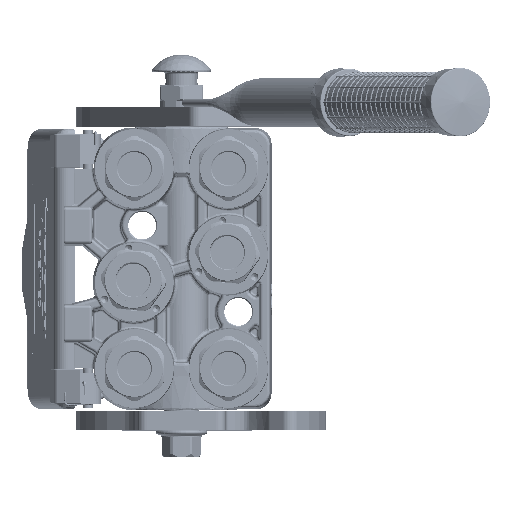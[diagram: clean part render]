
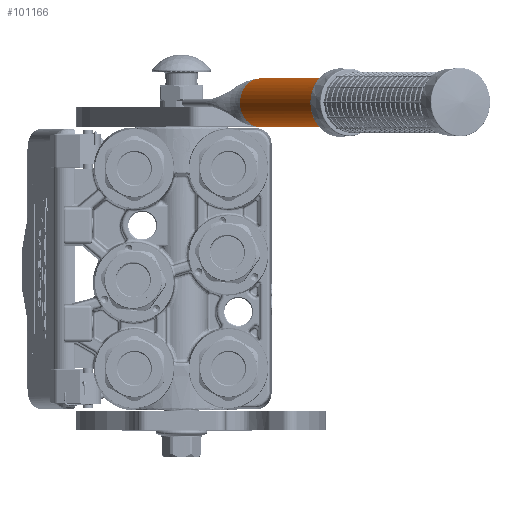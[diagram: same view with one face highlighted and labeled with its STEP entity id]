
A CAD part, top view. The second image highlights one B-rep face of the part: STEP entity #101166.
In plain terms, the highlighted cylindrical face has radius 12.5 mm (diameter 25 mm), a partial arc.
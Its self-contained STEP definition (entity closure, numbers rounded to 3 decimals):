
#2172 = CARTESIAN_POINT ( 'NONE',  ( 12.464, 0.121, -0.953 ) ) ;
#10217 = B_SPLINE_CURVE_WITH_KNOTS ( 'NONE', 3,
 ( #132782, #96216, #253709, #137074, #137924, #114559, #235403, #116283, #214536, #134512, #237097, #18788, #38743, #213682, #15391 ),
 .UNSPECIFIED., .F., .F.,
 ( 4, 2, 2, 1, 1, 1, 2, 2, 4 ),
 ( 0., 0.25, 0.375, 0.438, 0.469, 0.484, 0.492, 0.5, 1. ),
 .UNSPECIFIED. ) ;
#14244 = VERTEX_POINT ( 'NONE', #25196 ) ;
#15391 = CARTESIAN_POINT ( 'NONE',  ( -12.426, 0., -1.36 ) ) ;
#17532 = AXIS2_PLACEMENT_3D ( 'NONE', #28320, #209213, #247511 ) ;
#17950 = CARTESIAN_POINT ( 'NONE',  ( 12.466, 0.13, -0.917 ) ) ;
#18788 = CARTESIAN_POINT ( 'NONE',  ( -12.481, 0.178, -0.688 ) ) ;
#18803 = CARTESIAN_POINT ( 'NONE',  ( 12.474, 0.155, -0.804 ) ) ;
#24889 = DIRECTION ( 'NONE',  ( 1., 0., 0. ) ) ;
#25196 = CARTESIAN_POINT ( 'NONE',  ( -12.5, 198., 0. ) ) ;
#28320 = CARTESIAN_POINT ( 'NONE',  ( 0., 0., 0. ) ) ;
#33851 = VECTOR ( 'NONE', #53254, 1000. ) ;
#36870 = AXIS2_PLACEMENT_3D ( 'NONE', #156162, #238734, #117920 ) ;
#37242 = DIRECTION ( 'NONE',  ( 0., 1., 0. ) ) ;
#37902 = CARTESIAN_POINT ( 'NONE',  ( 12.466, 0.127, -0.927 ) ) ;
#38743 = CARTESIAN_POINT ( 'NONE',  ( -12.472, 0.146, -0.859 ) ) ;
#40687 = CARTESIAN_POINT ( 'NONE',  ( 12.5, 0.24, 0. ) ) ;
#49325 = LINE ( 'NONE', #92458, #33851 ) ;
#52016 = CARTESIAN_POINT ( 'NONE',  ( 0., 0., -12.5 ) ) ;
#53254 = DIRECTION ( 'NONE',  ( 0., 1., 0. ) ) ;
#57636 = LINE ( 'NONE', #156417, #196999 ) ;
#58949 = ORIENTED_EDGE ( 'NONE', *, *, #176100, .F. ) ;
#63418 = EDGE_CURVE ( 'NONE', #230009, #195512, #57636, .T. ) ;
#67066 = CARTESIAN_POINT ( 'NONE',  ( -12.5, 0.24, 0. ) ) ;
#78786 = CARTESIAN_POINT ( 'NONE',  ( 12.426, 0., -1.36 ) ) ;
#80726 = VERTEX_POINT ( 'NONE', #67066 ) ;
#86479 = CARTESIAN_POINT ( 'NONE',  ( 0., 0., 0. ) ) ;
#88236 = ORIENTED_EDGE ( 'NONE', *, *, #217434, .T. ) ;
#89456 = ORIENTED_EDGE ( 'NONE', *, *, #242407, .T. ) ;
#92458 = CARTESIAN_POINT ( 'NONE',  ( -12.5, 0.24, 0. ) ) ;
#93221 = CARTESIAN_POINT ( 'NONE',  ( -12.426, 0., -1.36 ) ) ;
#96216 = CARTESIAN_POINT ( 'NONE',  ( -12.5, 0.24, -0.108 ) ) ;
#100700 = VERTEX_POINT ( 'NONE', #52016 ) ;
#101166 = ADVANCED_FACE ( 'NONE', ( #170023 ), #257219, .T. ) ;
#101368 = CARTESIAN_POINT ( 'NONE',  ( 12.441, 0.049, -1.219 ) ) ;
#104303 = AXIS2_PLACEMENT_3D ( 'NONE', #204917, #124067, #24889 ) ;
#111937 = EDGE_LOOP ( 'NONE', ( #89456, #88236, #185512, #181009, #208059, #190161, #58949 ) ) ;
#114559 = CARTESIAN_POINT ( 'NONE',  ( -12.488, 0.202, -0.541 ) ) ;
#116283 = CARTESIAN_POINT ( 'NONE',  ( -12.484, 0.186, -0.638 ) ) ;
#117920 = DIRECTION ( 'NONE',  ( 0.994, 0., -0.109 ) ) ;
#117997 = CARTESIAN_POINT ( 'NONE',  ( 12.468, 0.136, -0.889 ) ) ;
#121961 = VERTEX_POINT ( 'NONE', #93221 ) ;
#122942 = EDGE_CURVE ( 'NONE', #195512, #14244, #228227, .T. ) ;
#124067 = DIRECTION ( 'NONE',  ( 0., 1., 0. ) ) ;
#132782 = CARTESIAN_POINT ( 'NONE',  ( -12.5, 0.24, 0. ) ) ;
#134512 = CARTESIAN_POINT ( 'NONE',  ( -12.482, 0.18, -0.676 ) ) ;
#135014 = B_SPLINE_CURVE_WITH_KNOTS ( 'NONE', 3,
 ( #78786, #101368, #178812, #240510, #2172, #37902, #17950, #237117, #117997, #257093, #18803, #157920, #177953, #257948, #217975, #138802 ),
 .UNSPECIFIED., .F., .F.,
 ( 4, 2, 1, 2, 2, 1, 2, 2, 4 ),
 ( 0., 0.25, 0.313, 0.328, 0.344, 0.375, 0.438, 0.5, 1. ),
 .UNSPECIFIED. ) ;
#137074 = CARTESIAN_POINT ( 'NONE',  ( -12.494, 0.22, -0.394 ) ) ;
#137924 = CARTESIAN_POINT ( 'NONE',  ( -12.492, 0.214, -0.452 ) ) ;
#138802 = CARTESIAN_POINT ( 'NONE',  ( 12.5, 0.24, 0. ) ) ;
#141825 = CARTESIAN_POINT ( 'NONE',  ( 12.5, 198., 0. ) ) ;
#156162 = CARTESIAN_POINT ( 'NONE',  ( 0., 0., 0. ) ) ;
#156417 = CARTESIAN_POINT ( 'NONE',  ( 12.5, 0.24, 0. ) ) ;
#157920 = CARTESIAN_POINT ( 'NONE',  ( 12.478, 0.167, -0.748 ) ) ;
#165856 = CIRCLE ( 'NONE', #36870, 12.5 ) ;
#170023 = FACE_OUTER_BOUND ( 'NONE', #111937, .T. ) ;
#173004 = EDGE_CURVE ( 'NONE', #80726, #14244, #49325, .T. ) ;
#176100 = EDGE_CURVE ( 'NONE', #248209, #230009, #135014, .T. ) ;
#177953 = CARTESIAN_POINT ( 'NONE',  ( 12.479, 0.172, -0.721 ) ) ;
#178812 = CARTESIAN_POINT ( 'NONE',  ( 12.452, 0.083, -1.1 ) ) ;
#181009 = ORIENTED_EDGE ( 'NONE', *, *, #173004, .T. ) ;
#185512 = ORIENTED_EDGE ( 'NONE', *, *, #224397, .F. ) ;
#190161 = ORIENTED_EDGE ( 'NONE', *, *, #63418, .F. ) ;
#195512 = VERTEX_POINT ( 'NONE', #141825 ) ;
#196999 = VECTOR ( 'NONE', #37242, 1000. ) ;
#204917 = CARTESIAN_POINT ( 'NONE',  ( 0., 198., 0. ) ) ;
#208059 = ORIENTED_EDGE ( 'NONE', *, *, #122942, .F. ) ;
#209213 = DIRECTION ( 'NONE',  ( 0., -1., 0. ) ) ;
#213288 = CARTESIAN_POINT ( 'NONE',  ( 12.426, 0., -1.36 ) ) ;
#213682 = CARTESIAN_POINT ( 'NONE',  ( -12.456, 0.096, -1.087 ) ) ;
#213839 = CIRCLE ( 'NONE', #243260, 12.5 ) ;
#214536 = CARTESIAN_POINT ( 'NONE',  ( -12.482, 0.182, -0.665 ) ) ;
#217434 = EDGE_CURVE ( 'NONE', #100700, #121961, #165856, .T. ) ;
#217975 = CARTESIAN_POINT ( 'NONE',  ( 12.5, 0.24, -0.216 ) ) ;
#224397 = EDGE_CURVE ( 'NONE', #80726, #121961, #10217, .T. ) ;
#228227 = CIRCLE ( 'NONE', #104303, 12.5 ) ;
#230009 = VERTEX_POINT ( 'NONE', #40687 ) ;
#235403 = CARTESIAN_POINT ( 'NONE',  ( -12.486, 0.195, -0.586 ) ) ;
#237097 = CARTESIAN_POINT ( 'NONE',  ( -12.481, 0.178, -0.683 ) ) ;
#237117 = CARTESIAN_POINT ( 'NONE',  ( 12.467, 0.131, -0.91 ) ) ;
#238734 = DIRECTION ( 'NONE',  ( 0., 1., 0. ) ) ;
#240510 = CARTESIAN_POINT ( 'NONE',  ( 12.461, 0.114, -0.981 ) ) ;
#242407 = EDGE_CURVE ( 'NONE', #248209, #100700, #213839, .T. ) ;
#243260 = AXIS2_PLACEMENT_3D ( 'NONE', #86479, #246526, #244815 ) ;
#244815 = DIRECTION ( 'NONE',  ( 0.994, 0., -0.109 ) ) ;
#246526 = DIRECTION ( 'NONE',  ( 0., 1., 0. ) ) ;
#247511 = DIRECTION ( 'NONE',  ( 1., 0., 0. ) ) ;
#248209 = VERTEX_POINT ( 'NONE', #213288 ) ;
#253709 = CARTESIAN_POINT ( 'NONE',  ( -12.499, 0.235, -0.221 ) ) ;
#257093 = CARTESIAN_POINT ( 'NONE',  ( 12.471, 0.146, -0.847 ) ) ;
#257219 = CYLINDRICAL_SURFACE ( 'NONE', #17532, 12.5 ) ;
#257948 = CARTESIAN_POINT ( 'NONE',  ( 12.494, 0.221, -0.449 ) ) ;
